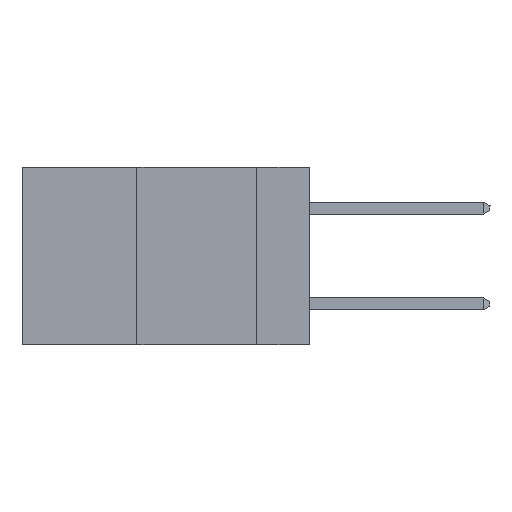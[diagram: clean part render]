
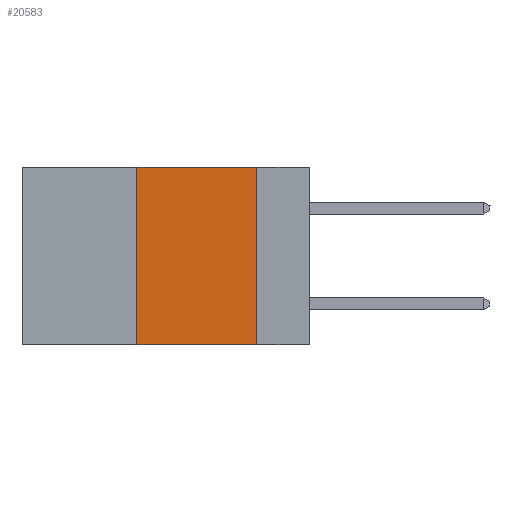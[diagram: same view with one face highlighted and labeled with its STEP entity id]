
A CAD part, left-side view. The second image highlights one B-rep face of the part: STEP entity #20583.
In plain terms, the highlighted planar face has unit normal (-1, 0, 0).
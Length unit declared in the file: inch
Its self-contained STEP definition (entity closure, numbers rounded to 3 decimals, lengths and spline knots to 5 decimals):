
#234 = DIRECTION ( 'NONE',  ( 0., -1., 0. ) ) ;
#518 = LINE ( 'NONE', #17482, #10303 ) ;
#886 = DIRECTION ( 'NONE',  ( 0., 0., -1. ) ) ;
#934 = EDGE_CURVE ( 'NONE', #14175, #9174, #8026, .T. ) ;
#1987 = CARTESIAN_POINT ( 'NONE',  ( 0., 0.36, 0. ) ) ;
#2162 = VECTOR ( 'NONE', #18809, 39.37008 ) ;
#2558 = EDGE_CURVE ( 'NONE', #9174, #13132, #16373, .T. ) ;
#4215 = CARTESIAN_POINT ( 'NONE',  ( 0., 0.36, 0. ) ) ;
#5406 = ORIENTED_EDGE ( 'NONE', *, *, #20875, .F. ) ;
#5709 = FACE_OUTER_BOUND ( 'NONE', #21891, .T. ) ;
#5995 = DIRECTION ( 'NONE',  ( 1., 0., 0. ) ) ;
#7412 = DIRECTION ( 'NONE',  ( 0., -1., 0. ) ) ;
#8026 = LINE ( 'NONE', #4215, #2162 ) ;
#8228 = PLANE ( 'NONE',  #26383 ) ;
#9174 = VERTEX_POINT ( 'NONE', #1987 ) ;
#9430 = VECTOR ( 'NONE', #7412, 39.37008 ) ;
#9827 = ORIENTED_EDGE ( 'NONE', *, *, #934, .F. ) ;
#10303 = VECTOR ( 'NONE', #234, 39.37008 ) ;
#12345 = CARTESIAN_POINT ( 'NONE',  ( 0., 0.36, -0.37 ) ) ;
#13132 = VERTEX_POINT ( 'NONE', #22500 ) ;
#13754 = VERTEX_POINT ( 'NONE', #26934 ) ;
#14175 = VERTEX_POINT ( 'NONE', #12345 ) ;
#14553 = ORIENTED_EDGE ( 'NONE', *, *, #2558, .F. ) ;
#16373 = LINE ( 'NONE', #26727, #9430 ) ;
#17482 = CARTESIAN_POINT ( 'NONE',  ( 0., 0.6, -0.37 ) ) ;
#18000 = CARTESIAN_POINT ( 'NONE',  ( 0., 0.11, 0. ) ) ;
#18809 = DIRECTION ( 'NONE',  ( 0., 0., 1. ) ) ;
#18977 = EDGE_CURVE ( 'NONE', #14175, #13754, #518, .T. ) ;
#20101 = LINE ( 'NONE', #18000, #22379 ) ;
#20583 = ADVANCED_FACE ( 'NONE', ( #5709 ), #8228, .F. ) ;
#20875 = EDGE_CURVE ( 'NONE', #13132, #13754, #20101, .T. ) ;
#21891 = EDGE_LOOP ( 'NONE', ( #5406, #14553, #9827, #25814 ) ) ;
#22379 = VECTOR ( 'NONE', #886, 39.37008 ) ;
#22500 = CARTESIAN_POINT ( 'NONE',  ( 0., 0.11, 0. ) ) ;
#25429 = DIRECTION ( 'NONE',  ( 0., 0., -1. ) ) ;
#25814 = ORIENTED_EDGE ( 'NONE', *, *, #18977, .T. ) ;
#26383 = AXIS2_PLACEMENT_3D ( 'NONE', #27003, #5995, #25429 ) ;
#26727 = CARTESIAN_POINT ( 'NONE',  ( 0., 0.6, 0. ) ) ;
#26934 = CARTESIAN_POINT ( 'NONE',  ( 0., 0.11, -0.37 ) ) ;
#27003 = CARTESIAN_POINT ( 'NONE',  ( 0., 0.6, 0. ) ) ;
